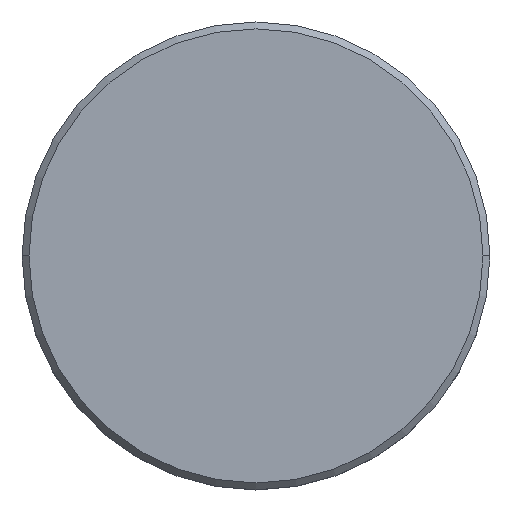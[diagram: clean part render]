
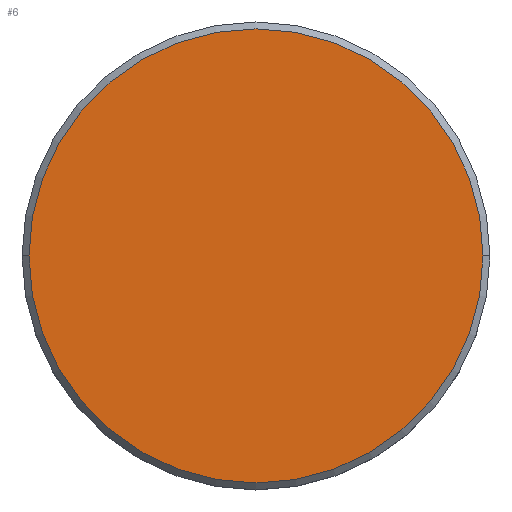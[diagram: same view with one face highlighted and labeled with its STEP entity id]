
A CAD part, top view. The second image highlights one B-rep face of the part: STEP entity #6.
In plain terms, the highlighted planar face has unit normal (0, 0, 1).
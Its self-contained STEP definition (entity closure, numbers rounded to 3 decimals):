
#1 = DIRECTION ( 'NONE',  ( 0., 0., 1. ) ) ;
#6 = ADVANCED_FACE ( 'NONE', ( #606 ), #973, .T. ) ;
#8 = VERTEX_POINT ( 'NONE', #528 ) ;
#17 = CIRCLE ( 'NONE', #714, 16.5 ) ;
#47 = CARTESIAN_POINT ( 'NONE',  ( -16.5, 0., 0. ) ) ;
#57 = DIRECTION ( 'NONE',  ( 1., 0., 0. ) ) ;
#151 = DIRECTION ( 'NONE',  ( 0., 0., 1. ) ) ;
#239 = EDGE_LOOP ( 'NONE', ( #673, #848 ) ) ;
#246 = CARTESIAN_POINT ( 'NONE',  ( 0., 0., 0. ) ) ;
#270 = CARTESIAN_POINT ( 'NONE',  ( 0., 0., 0. ) ) ;
#384 = EDGE_CURVE ( 'NONE', #8, #843, #1099, .T. ) ;
#521 = EDGE_CURVE ( 'NONE', #843, #8, #17, .T. ) ;
#528 = CARTESIAN_POINT ( 'NONE',  ( 16.5, 0., 0. ) ) ;
#606 = FACE_OUTER_BOUND ( 'NONE', #239, .T. ) ;
#673 = ORIENTED_EDGE ( 'NONE', *, *, #521, .T. ) ;
#714 = AXIS2_PLACEMENT_3D ( 'NONE', #270, #1, #1089 ) ;
#843 = VERTEX_POINT ( 'NONE', #47 ) ;
#848 = ORIENTED_EDGE ( 'NONE', *, *, #384, .T. ) ;
#877 = DIRECTION ( 'NONE',  ( 0., 0., 1. ) ) ;
#930 = AXIS2_PLACEMENT_3D ( 'NONE', #972, #877, #57 ) ;
#972 = CARTESIAN_POINT ( 'NONE',  ( 0., 0., 0. ) ) ;
#973 = PLANE ( 'NONE',  #1042 ) ;
#976 = DIRECTION ( 'NONE',  ( 1., 0., 0. ) ) ;
#1042 = AXIS2_PLACEMENT_3D ( 'NONE', #246, #151, #976 ) ;
#1089 = DIRECTION ( 'NONE',  ( 1., 0., 0. ) ) ;
#1099 = CIRCLE ( 'NONE', #930, 16.5 ) ;
